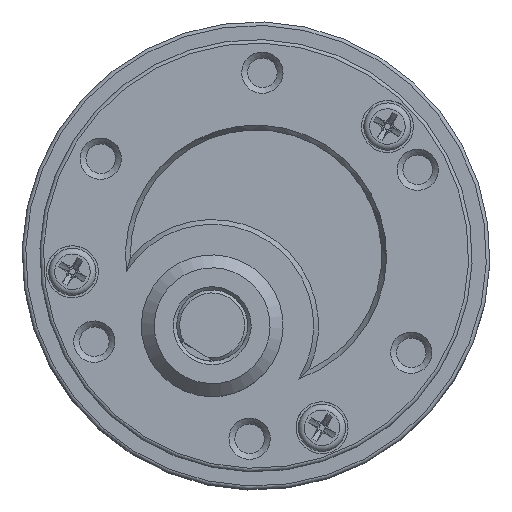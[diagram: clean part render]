
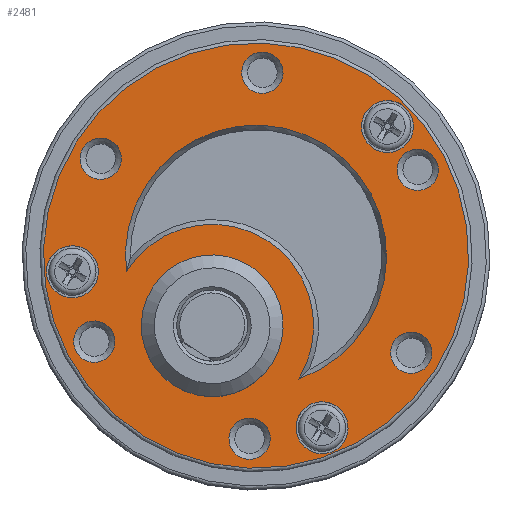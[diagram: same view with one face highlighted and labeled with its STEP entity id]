
A CAD part, top view. The second image highlights one B-rep face of the part: STEP entity #2481.
In plain terms, the highlighted planar face has unit normal (0, 0, 1).
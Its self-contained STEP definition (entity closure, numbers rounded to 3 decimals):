
#665=FACE_BOUND('',#4868,.T.);
#666=FACE_BOUND('',#4869,.T.);
#667=FACE_BOUND('',#4870,.T.);
#668=FACE_BOUND('',#4871,.T.);
#669=FACE_BOUND('',#4872,.T.);
#670=FACE_BOUND('',#4873,.T.);
#671=FACE_BOUND('',#4874,.T.);
#672=FACE_BOUND('',#4875,.T.);
#673=FACE_BOUND('',#4876,.T.);
#674=FACE_BOUND('',#4877,.T.);
#675=FACE_BOUND('',#4878,.T.);
#676=FACE_BOUND('',#4879,.T.);
#1440=CIRCLE('',#14893,1.75);
#1441=CIRCLE('',#14894,1.75);
#1442=CIRCLE('',#14895,1.75);
#1443=CIRCLE('',#14896,6.);
#1444=CIRCLE('',#14897,1.75);
#1445=CIRCLE('',#14898,1.75);
#1446=CIRCLE('',#14899,1.75);
#1447=CIRCLE('',#14900,18.);
#1448=CIRCLE('',#14901,2.2);
#1449=CIRCLE('',#14902,2.2);
#1450=CIRCLE('',#14903,2.2);
#1451=CIRCLE('',#14904,8.596);
#1452=CIRCLE('',#14905,11.054);
#2481=ADVANCED_FACE('',(#665,#666,#667,#668,#669,#670,#671,#672,#673,#674,
#675,#676),#3095,.T.);
#3095=PLANE('',#14906);
#4868=EDGE_LOOP('',(#8378));
#4869=EDGE_LOOP('',(#8379));
#4870=EDGE_LOOP('',(#8380));
#4871=EDGE_LOOP('',(#8381));
#4872=EDGE_LOOP('',(#8382));
#4873=EDGE_LOOP('',(#8383));
#4874=EDGE_LOOP('',(#8384));
#4875=EDGE_LOOP('',(#8385));
#4876=EDGE_LOOP('',(#8386));
#4877=EDGE_LOOP('',(#8387));
#4878=EDGE_LOOP('',(#8388));
#4879=EDGE_LOOP('',(#8389,#8390));
#8378=ORIENTED_EDGE('',*,*,#11407,.T.);
#8379=ORIENTED_EDGE('',*,*,#11408,.T.);
#8380=ORIENTED_EDGE('',*,*,#11409,.T.);
#8381=ORIENTED_EDGE('',*,*,#11410,.F.);
#8382=ORIENTED_EDGE('',*,*,#11411,.T.);
#8383=ORIENTED_EDGE('',*,*,#11412,.T.);
#8384=ORIENTED_EDGE('',*,*,#11413,.T.);
#8385=ORIENTED_EDGE('',*,*,#11414,.T.);
#8386=ORIENTED_EDGE('',*,*,#11415,.T.);
#8387=ORIENTED_EDGE('',*,*,#11416,.T.);
#8388=ORIENTED_EDGE('',*,*,#11417,.T.);
#8389=ORIENTED_EDGE('',*,*,#11418,.T.);
#8390=ORIENTED_EDGE('',*,*,#11419,.T.);
#9645=VERTEX_POINT('',#23173);
#9646=VERTEX_POINT('',#23175);
#9647=VERTEX_POINT('',#23177);
#9648=VERTEX_POINT('',#23179);
#9649=VERTEX_POINT('',#23181);
#9650=VERTEX_POINT('',#23183);
#9651=VERTEX_POINT('',#23185);
#9652=VERTEX_POINT('',#23187);
#9653=VERTEX_POINT('',#23189);
#9654=VERTEX_POINT('',#23191);
#9655=VERTEX_POINT('',#23193);
#9656=VERTEX_POINT('',#23195);
#9657=VERTEX_POINT('',#23196);
#11407=EDGE_CURVE('',#9645,#9645,#1440,.T.);
#11408=EDGE_CURVE('',#9646,#9646,#1441,.T.);
#11409=EDGE_CURVE('',#9647,#9647,#1442,.T.);
#11410=EDGE_CURVE('',#9648,#9648,#1443,.T.);
#11411=EDGE_CURVE('',#9649,#9649,#1444,.T.);
#11412=EDGE_CURVE('',#9650,#9650,#1445,.T.);
#11413=EDGE_CURVE('',#9651,#9651,#1446,.T.);
#11414=EDGE_CURVE('',#9652,#9652,#1447,.T.);
#11415=EDGE_CURVE('',#9653,#9653,#1448,.T.);
#11416=EDGE_CURVE('',#9654,#9654,#1449,.T.);
#11417=EDGE_CURVE('',#9655,#9655,#1450,.T.);
#11418=EDGE_CURVE('',#9656,#9657,#1451,.T.);
#11419=EDGE_CURVE('',#9657,#9656,#1452,.T.);
#14893=AXIS2_PLACEMENT_3D('',#23172,#18922,#18923);
#14894=AXIS2_PLACEMENT_3D('',#23174,#18924,#18925);
#14895=AXIS2_PLACEMENT_3D('',#23176,#18926,#18927);
#14896=AXIS2_PLACEMENT_3D('',#23178,#18928,#18929);
#14897=AXIS2_PLACEMENT_3D('',#23180,#18930,#18931);
#14898=AXIS2_PLACEMENT_3D('',#23182,#18932,#18933);
#14899=AXIS2_PLACEMENT_3D('',#23184,#18934,#18935);
#14900=AXIS2_PLACEMENT_3D('',#23186,#18936,#18937);
#14901=AXIS2_PLACEMENT_3D('',#23188,#18938,#18939);
#14902=AXIS2_PLACEMENT_3D('',#23190,#18940,#18941);
#14903=AXIS2_PLACEMENT_3D('',#23192,#18942,#18943);
#14904=AXIS2_PLACEMENT_3D('',#23194,#18944,#18945);
#14905=AXIS2_PLACEMENT_3D('',#23197,#18946,#18947);
#14906=AXIS2_PLACEMENT_3D('',#23198,#18948,#18949);
#18922=DIRECTION('',(0.,0.,-1.));
#18923=DIRECTION('',(-0.53,-0.848,0.));
#18924=DIRECTION('',(0.,0.,-1.));
#18925=DIRECTION('',(-0.53,-0.848,0.));
#18926=DIRECTION('',(0.,0.,-1.));
#18927=DIRECTION('',(-0.53,-0.848,0.));
#18928=DIRECTION('',(0.,0.,1.));
#18929=DIRECTION('',(-0.53,-0.848,0.));
#18930=DIRECTION('',(0.,0.,-1.));
#18931=DIRECTION('',(-0.53,-0.848,0.));
#18932=DIRECTION('',(0.,0.,-1.));
#18933=DIRECTION('',(-0.53,-0.848,0.));
#18934=DIRECTION('',(0.,0.,-1.));
#18935=DIRECTION('',(-0.53,-0.848,0.));
#18936=DIRECTION('',(0.,0.,1.));
#18937=DIRECTION('',(-0.53,-0.848,0.));
#18938=DIRECTION('',(0.,0.,-1.));
#18939=DIRECTION('',(0.53,0.848,0.));
#18940=DIRECTION('',(0.,0.,-1.));
#18941=DIRECTION('',(0.53,0.848,0.));
#18942=DIRECTION('',(0.,0.,-1.));
#18943=DIRECTION('',(0.53,0.848,0.));
#18944=DIRECTION('',(0.,0.,1.));
#18945=DIRECTION('',(-0.53,-0.848,0.));
#18946=DIRECTION('',(0.,0.,-1.));
#18947=DIRECTION('',(-0.53,-0.848,0.));
#18948=DIRECTION('',(0.,0.,1.));
#18949=DIRECTION('',(-0.53,-0.848,0.));
#23172=CARTESIAN_POINT('',(13.686,7.277,60.4));
#23173=CARTESIAN_POINT('',(12.758,5.793,60.4));
#23174=CARTESIAN_POINT('',(-0.541,-15.491,60.4));
#23175=CARTESIAN_POINT('',(-1.468,-16.975,60.4));
#23176=CARTESIAN_POINT('',(-13.145,8.214,60.4));
#23177=CARTESIAN_POINT('',(-14.072,6.73,60.4));
#23178=CARTESIAN_POINT('',(-3.709,-5.936,60.4));
#23179=CARTESIAN_POINT('',(-6.889,-11.025,60.4));
#23180=CARTESIAN_POINT('',(13.145,-8.214,60.4));
#23181=CARTESIAN_POINT('',(12.217,-9.698,60.4));
#23182=CARTESIAN_POINT('',(0.541,15.491,60.4));
#23183=CARTESIAN_POINT('',(-0.386,14.006,60.4));
#23184=CARTESIAN_POINT('',(-13.686,-7.277,60.4));
#23185=CARTESIAN_POINT('',(-14.613,-8.761,60.4));
#23186=CARTESIAN_POINT('',(0.,0.,60.4));
#23187=CARTESIAN_POINT('',(-9.539,-15.265,60.4));
#23188=CARTESIAN_POINT('',(11.127,10.934,60.4));
#23189=CARTESIAN_POINT('',(12.293,12.8,60.4));
#23190=CARTESIAN_POINT('',(-15.541,-1.36,60.4));
#23191=CARTESIAN_POINT('',(-14.375,0.506,60.4));
#23192=CARTESIAN_POINT('',(5.591,-14.564,60.4));
#23193=CARTESIAN_POINT('',(6.756,-12.698,60.4));
#23194=CARTESIAN_POINT('',(-3.709,-5.936,60.4));
#23195=CARTESIAN_POINT('',(3.606,-10.449,60.4));
#23196=CARTESIAN_POINT('',(-10.973,-1.339,60.4));
#23197=CARTESIAN_POINT('',(0.,0.,60.4));
#23198=CARTESIAN_POINT('',(0.,0.,60.4));
